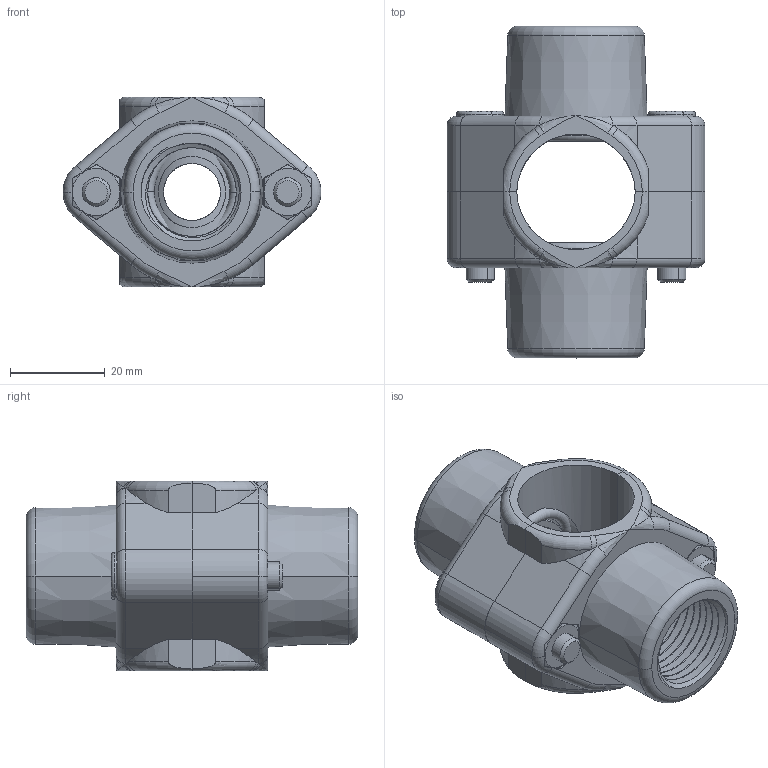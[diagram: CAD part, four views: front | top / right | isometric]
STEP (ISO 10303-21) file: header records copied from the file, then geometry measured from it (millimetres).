
FILE_DESCRIPTION (( 'STEP AP203' ), '1' );
FILE_NAME ('ML215.025.012.STEP', '2016-10-21T13:17:28', ( 'Utente' ), ( '' ), 'SwSTEP 2.0', 'SolidWorks 2016', '' );
FILE_SCHEMA (( 'CONFIG_CONTROL_DESIGN' ));
Length unit declared in the file: millimetre
Products named in the file (1): ML215.025.012
Bounding box: 54.4 x 70 x 40 mm (x, y, z)
Surface area: 20576.5 mm2 (no closed solid volume)
Topology: 0 solids, 10 shells, 256 faces, 688 edges, 424 vertices
Faces by surface type: cylinder 84, plane 74, torus 38, bspline 34, cone 26
Entity records: 15585 total; most frequent: CARTESIAN_POINT 9824, ORIENTED_EDGE 1228, DIRECTION 1070, EDGE_CURVE 672, VERTEX_POINT 424, AXIS2_PLACEMENT_3D 405, EDGE_LOOP 270, VECTOR 260
